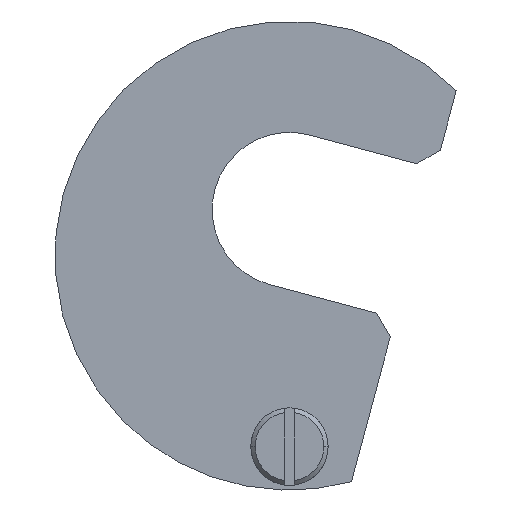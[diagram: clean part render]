
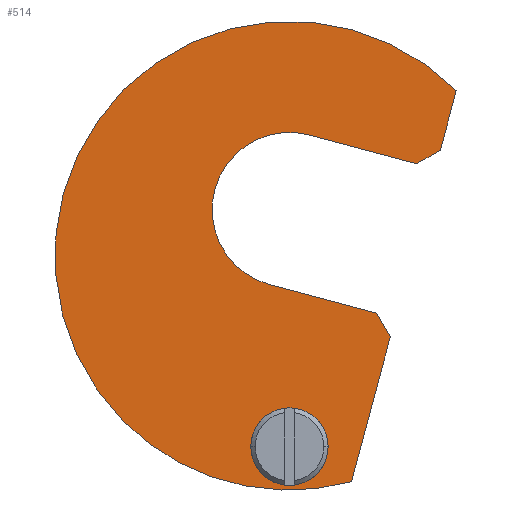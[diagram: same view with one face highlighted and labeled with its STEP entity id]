
A CAD part, front view. The second image highlights one B-rep face of the part: STEP entity #514.
In plain terms, the highlighted planar face has unit normal (0, -1, 0).
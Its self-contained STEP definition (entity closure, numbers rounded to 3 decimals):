
#206=EDGE_CURVE('',#284,#238,#582,.T.);
#214=EDGE_CURVE('',#222,#224,#592,.T.);
#220=EDGE_CURVE('',#238,#222,#598,.T.);
#222=VERTEX_POINT('',#600);
#224=VERTEX_POINT('',#602);
#238=VERTEX_POINT('',#616);
#244=VERTEX_POINT('',#624);
#274=EDGE_CURVE('',#312,#284,#657,.T.);
#284=VERTEX_POINT('',#668);
#312=VERTEX_POINT('',#702);
#314=EDGE_CURVE('',#356,#312,#704,.T.);
#346=EDGE_CURVE('',#388,#356,#740,.T.);
#356=VERTEX_POINT('',#752);
#374=EDGE_CURVE('',#416,#388,#773,.T.);
#388=VERTEX_POINT('',#788);
#404=EDGE_CURVE('',#450,#416,#804,.T.);
#408=EDGE_CURVE('',#550,#244,#808,.T.);
#416=VERTEX_POINT('',#816);
#432=EDGE_CURVE('',#224,#450,#832,.T.);
#450=VERTEX_POINT('',#852);
#514=ADVANCED_FACE('',(#924,#925),#926,.T.);
#518=EDGE_CURVE('',#244,#550,#931,.T.);
#550=VERTEX_POINT('',#965);
#582=LINE('',#992,#993);
#592=CIRCLE('',#1005,48.5);
#598=CIRCLE('',#1014,48.5);
#600=CARTESIAN_POINT('',(-34.499,-15.8,5.41));
#602=CARTESIAN_POINT('',(12.832,-15.8,-7.272));
#616=CARTESIAN_POINT('',(34.499,-15.8,73.59));
#624=CARTESIAN_POINT('',(-8.,-15.8,0.));
#657=LINE('',#1098,#1099);
#668=CARTESIAN_POINT('',(31.217,-15.8,61.341));
#702=CARTESIAN_POINT('',(26.318,-15.8,58.513));
#704=LINE('',#1160,#1161);
#740=CIRCLE('',#1210,16.0);
#752=CARTESIAN_POINT('',(4.141,-15.8,64.455));
#773=LINE('',#1253,#1254);
#788=CARTESIAN_POINT('',(-4.141,-15.8,33.545));
#804=LINE('',#1298,#1299);
#808=CIRCLE('',#1304,8.);
#816=CARTESIAN_POINT('',(18.035,-15.8,27.603));
#832=LINE('',#1340,#1341);
#852=CARTESIAN_POINT('',(20.864,-15.8,22.704));
#924=FACE_BOUND('',#1467,.T.);
#925=FACE_OUTER_BOUND('',#1468,.T.);
#926=PLANE('',#1469);
#931=CIRCLE('',#1475,8.);
#965=CARTESIAN_POINT('',(8.,-15.8,0.));
#992=CARTESIAN_POINT('',(31.217,-15.8,61.341));
#993=VECTOR('',#1556,1.0);
#1005=AXIS2_PLACEMENT_3D('',#1576,#1577,#1578);
#1014=AXIS2_PLACEMENT_3D('',#1580,#1581,#1582);
#1098=CARTESIAN_POINT('',(26.318,-15.8,58.513));
#1099=VECTOR('',#1645,1.0);
#1160=CARTESIAN_POINT('',(4.141,-15.8,64.455));
#1161=VECTOR('',#1720,1.0);
#1210=AXIS2_PLACEMENT_3D('',#1764,#1765,#1766);
#1253=CARTESIAN_POINT('',(18.035,-15.8,27.603));
#1254=VECTOR('',#1806,1.0);
#1298=CARTESIAN_POINT('',(20.864,-15.8,22.704));
#1299=VECTOR('',#1831,1.0);
#1304=AXIS2_PLACEMENT_3D('',#1832,#1833,#1834);
#1340=CARTESIAN_POINT('',(12.832,-15.8,-7.272));
#1341=VECTOR('',#1848,1.0);
#1467=EDGE_LOOP('',(#1970,#1971));
#1468=EDGE_LOOP('',(#1972,#1973,#1974,#1975,#1976,#1977,#1978,#1979,#1980));
#1469=AXIS2_PLACEMENT_3D('',#1981,#1982,#1983);
#1475=AXIS2_PLACEMENT_3D('',#1992,#1993,#1994);
#1556=DIRECTION('',(0.259,0.0,0.966));
#1576=CARTESIAN_POINT('',(0.,-15.8,39.5));
#1577=DIRECTION('',(0.0,-1.0,0.0));
#1578=DIRECTION('',(0.711,0.0,0.703));
#1580=CARTESIAN_POINT('',(0.,-15.8,39.5));
#1581=DIRECTION('',(0.0,-1.0,0.0));
#1582=DIRECTION('',(0.711,0.0,0.703));
#1645=DIRECTION('',(0.866,0.0,0.5));
#1720=DIRECTION('',(0.966,0.0,-0.259));
#1764=CARTESIAN_POINT('',(0.,-15.8,49.));
#1765=DIRECTION('',(0.0,1.0,0.0));
#1766=DIRECTION('',(-0.259,0.0,-0.966));
#1806=DIRECTION('',(-0.966,0.0,0.259));
#1831=DIRECTION('',(-0.5,0.0,0.866));
#1832=CARTESIAN_POINT('',(0.,-15.8,0.));
#1833=DIRECTION('',(0.0,1.0,0.0));
#1834=DIRECTION('',(1.0,0.0,0.));
#1848=DIRECTION('',(0.259,0.0,0.966));
#1970=ORIENTED_EDGE('',*,*,#408,.T.);
#1971=ORIENTED_EDGE('',*,*,#518,.T.);
#1972=ORIENTED_EDGE('',*,*,#220,.T.);
#1973=ORIENTED_EDGE('',*,*,#214,.T.);
#1974=ORIENTED_EDGE('',*,*,#432,.T.);
#1975=ORIENTED_EDGE('',*,*,#404,.T.);
#1976=ORIENTED_EDGE('',*,*,#374,.T.);
#1977=ORIENTED_EDGE('',*,*,#346,.T.);
#1978=ORIENTED_EDGE('',*,*,#314,.T.);
#1979=ORIENTED_EDGE('',*,*,#274,.T.);
#1980=ORIENTED_EDGE('',*,*,#206,.T.);
#1981=CARTESIAN_POINT('',(-5.068,-15.8,42.664));
#1982=DIRECTION('',(0.0,-1.0,0.0));
#1983=DIRECTION('',(1.0,0.0,0.0));
#1992=CARTESIAN_POINT('',(0.,-15.8,0.));
#1993=DIRECTION('',(0.0,1.0,0.0));
#1994=DIRECTION('',(1.0,0.0,0.));
